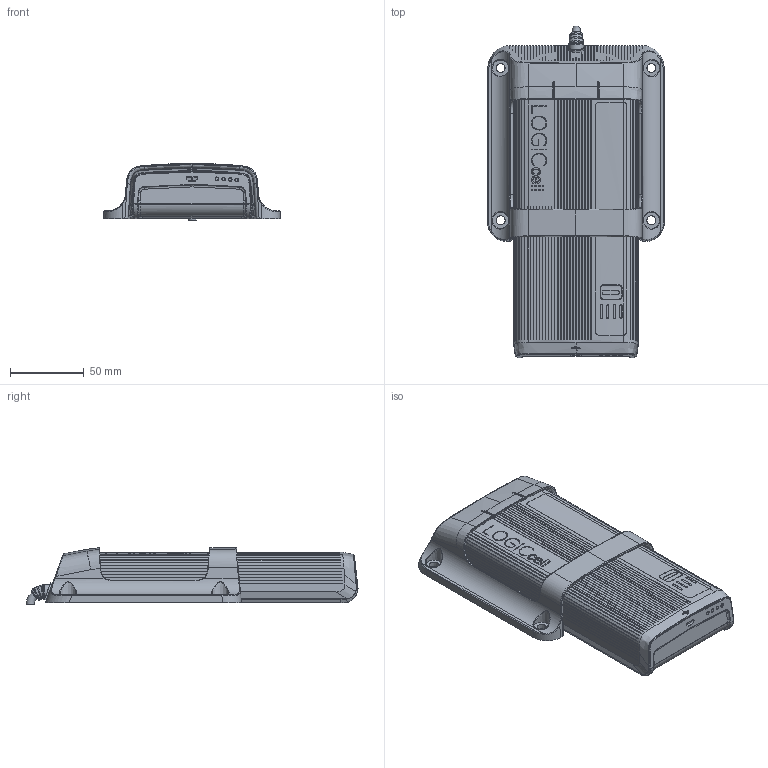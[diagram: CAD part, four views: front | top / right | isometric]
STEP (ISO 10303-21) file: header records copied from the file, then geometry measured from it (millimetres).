
FILE_DESCRIPTION(/* description */ (''),/* implementation_level */ '2;1');
FILE_NAME(/* name */ 'LogicCell.stp',/* time_stamp */ '2021-03-14T19:33:04+01:00',/* author */ (''),/* organization */ (''),/* preprocessor_version */ 'ST-DEVELOPER v16.7',/* originating_system */ 'SIEMENS PLM Software NX 12.0',/* authorisation */ '');
FILE_SCHEMA (('AUTOMOTIVE_DESIGN { 1 0 10303 214 3 1 1 1 }'));
Products named in the file (1): LogicCell
Bounding box: 119.5 x 224.6 x 38.49 mm (x, y, z)
Volume: 179879.6 mm3; surface area: 165884.8 mm2
Topology: 7 solids, 8 shells, 2795 faces, 7649 edges, 4981 vertices
Faces by surface type: plane 1563, cylinder 631, bspline 495, cone 64, torus 32, sphere 10
Full cylindrical faces by diameter (mm): 0.8 x2, 1.28 x2, 1.3 x2, 1.98 x2, 2 x2, 4.98 x1, 5 x1, 5.6 x1
Entity records: 132636 total; most frequent: CARTESIAN_POINT 62331, ORIENTED_EDGE 15190, DIRECTION 10505, EDGE_CURVE 7595, VERTEX_POINT 4972, LINE 3953, VECTOR 3953, AXIS2_PLACEMENT_3D 3276
